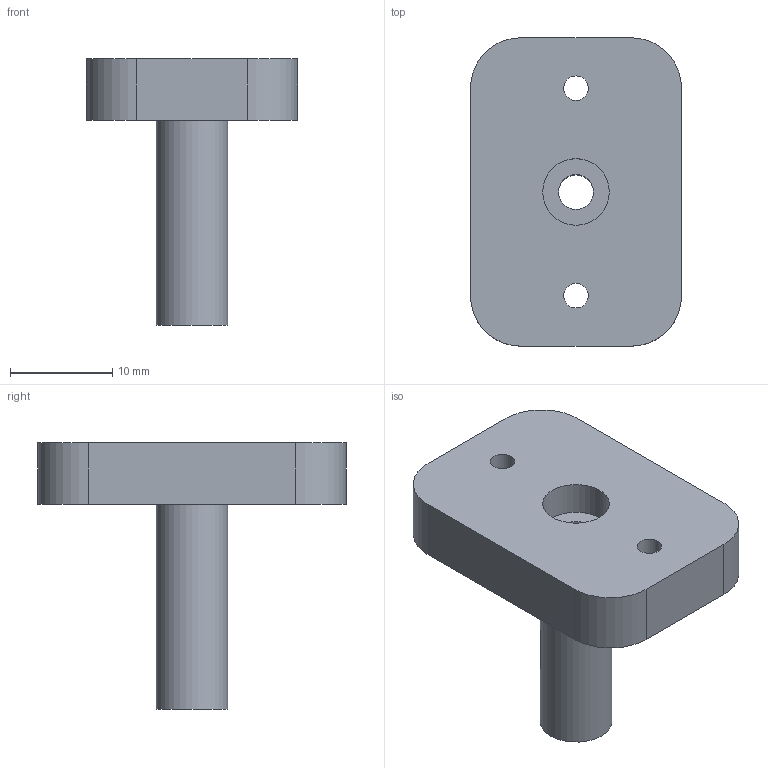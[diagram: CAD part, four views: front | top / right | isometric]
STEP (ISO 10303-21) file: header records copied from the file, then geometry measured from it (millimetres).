
FILE_DESCRIPTION(/* description */ ('STEP AP242','CAx-IF Rec.Pracs.---Representation and Presentation of Product Manufacturing Information (PMI)---4.0---2014-10-13','CAx-IF Rec.Pracs.---3D Tessellated Geometry---0.4---2014-09-14','2;1'),/* implementation_level */ '2;1');
FILE_NAME(/* name */ '659e2e6fab4d6a061ad73c56',/* time_stamp */ '2024-01-10T05:43:12Z',/* author */ (''),/* organization */ (''),/* preprocessor_version */ 'ST-DEVELOPER v19.4',/* originating_system */ ' ',/* authorisation */ ' ');
FILE_SCHEMA (('AP242_MANAGED_MODEL_BASED_3D_ENGINEERING_MIM_LF { 1 0 10303 442 1 1 4 }'));
Length unit declared in the file: metre
Products named in the file (1): Part 13
Bounding box: 20.6 x 30.1 x 26 mm (x, y, z)
Volume: 3943.3 mm3; surface area: 2594.2 mm2
Topology: 1 solids, 1 shells, 31 faces, 75 edges, 50 vertices
Faces by surface type: plane 22, cylinder 9
Full cylindrical faces by diameter (mm): 2.4 x2, 3.4 x1, 6.5 x1, 7 x1
Entity records: 916 total; most frequent: DIRECTION 152, CARTESIAN_POINT 152, ORIENTED_EDGE 140, EDGE_CURVE 70, LINE 52, VECTOR 52, VERTEX_POINT 50, AXIS2_PLACEMENT_3D 50
